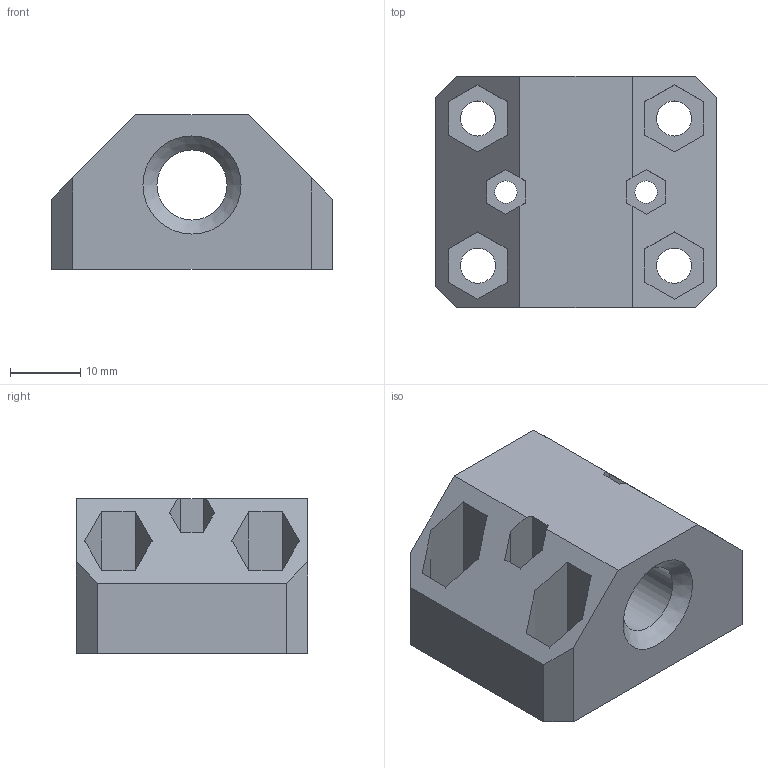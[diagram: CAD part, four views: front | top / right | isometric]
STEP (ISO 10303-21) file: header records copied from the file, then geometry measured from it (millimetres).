
FILE_DESCRIPTION(('FreeCAD Model'),'2;1');
FILE_NAME('Open CASCADE Shape Model','2023-02-09T10:30:42',('Author'),( ''),'Open CASCADE STEP processor 7.5','FreeCAD','Unknown');
FILE_SCHEMA(('AUTOMOTIVE_DESIGN { 1 0 10303 214 1 1 1 1 }'));
Length unit declared in the file: millimetre
Products named in the file (1): single.bearing.holder
Bounding box: 40 x 33 x 22 mm (x, y, z)
Volume: 14863.5 mm3; surface area: 8241.9 mm2
Topology: 1 solids, 1 shells, 68 faces, 188 edges, 125 vertices
Faces by surface type: plane 58, cylinder 9, cone 1
Full cylindrical faces by diameter (mm): 1.6 x1, 3.2 x2, 5 x4, 10 x1, 15 x1
Entity records: 4587 total; most frequent: CARTESIAN_POINT 892, DIRECTION 629, LINE 419, VECTOR 419, ORIENTED_EDGE 376, PCURVE 376, DEFINITIONAL_REPRESENTATION 376, EDGE_CURVE 188
